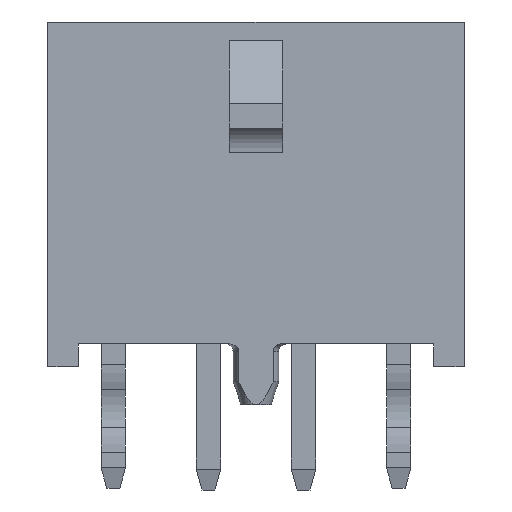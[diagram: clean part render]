
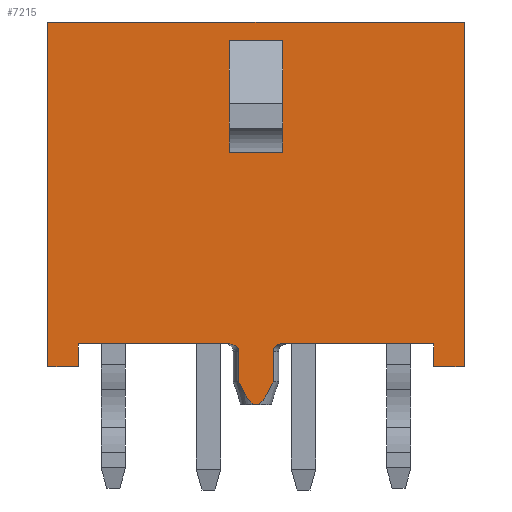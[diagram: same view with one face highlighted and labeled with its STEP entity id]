
A CAD part, front view. The second image highlights one B-rep face of the part: STEP entity #7215.
In plain terms, the highlighted face is planar.
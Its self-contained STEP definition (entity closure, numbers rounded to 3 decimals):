
#55=LINE('',#9194,#716);
#56=LINE('',#9195,#717);
#329=LINE('',#9750,#990);
#333=LINE('',#9758,#994);
#344=LINE('',#9781,#1005);
#348=LINE('',#9792,#1009);
#352=LINE('',#9803,#1013);
#356=LINE('',#9810,#1017);
#362=LINE('',#9823,#1023);
#365=LINE('',#9829,#1026);
#377=LINE('',#9853,#1038);
#382=LINE('',#9862,#1043);
#385=LINE('',#9867,#1046);
#386=LINE('',#9868,#1047);
#387=LINE('',#9869,#1048);
#716=VECTOR('',#7790,1000.);
#717=VECTOR('',#7791,1000.);
#990=VECTOR('',#8248,1000.);
#994=VECTOR('',#8256,1000.);
#1005=VECTOR('',#8275,1000.);
#1009=VECTOR('',#8283,1000.);
#1013=VECTOR('',#8291,1000.);
#1017=VECTOR('',#8301,1000.);
#1023=VECTOR('',#8311,1000.);
#1026=VECTOR('',#8316,1000.);
#1038=VECTOR('',#8336,1000.);
#1043=VECTOR('',#8345,1000.);
#1046=VECTOR('',#8350,1000.);
#1047=VECTOR('',#8351,1000.);
#1048=VECTOR('',#8352,1000.);
#1486=PLANE('',#7531);
#2207=ORIENTED_EDGE('',*,*,#3455,.F.);
#2208=ORIENTED_EDGE('',*,*,#3446,.F.);
#2209=ORIENTED_EDGE('',*,*,#3451,.T.);
#2210=ORIENTED_EDGE('',*,*,#3441,.T.);
#2211=ORIENTED_EDGE('',*,*,#3152,.F.);
#2212=ORIENTED_EDGE('',*,*,#3150,.T.);
#2213=ORIENTED_EDGE('',*,*,#3148,.T.);
#2214=ORIENTED_EDGE('',*,*,#3153,.T.);
#2215=ORIENTED_EDGE('',*,*,#3140,.T.);
#2216=ORIENTED_EDGE('',*,*,#3484,.T.);
#2217=ORIENTED_EDGE('',*,*,#3426,.F.);
#2218=ORIENTED_EDGE('',*,*,#3430,.T.);
#2219=ORIENTED_EDGE('',*,*,#3481,.F.);
#2220=ORIENTED_EDGE('',*,*,#3485,.F.);
#2221=ORIENTED_EDGE('',*,*,#3476,.T.);
#2222=ORIENTED_EDGE('',*,*,#3464,.T.);
#2223=ORIENTED_EDGE('',*,*,#3461,.T.);
#2224=ORIENTED_EDGE('',*,*,#3486,.T.);
#2225=ORIENTED_EDGE('',*,*,#3142,.T.);
#3140=EDGE_CURVE('',#3859,#3860,#4306,.T.);
#3142=EDGE_CURVE('',#3862,#3861,#4307,.T.);
#3148=EDGE_CURVE('',#3867,#3868,#4308,.T.);
#3150=EDGE_CURVE('',#3869,#3867,#4309,.T.);
#3152=EDGE_CURVE('',#3869,#3861,#55,.T.);
#3153=EDGE_CURVE('',#3868,#3859,#56,.T.);
#3426=EDGE_CURVE('',#4059,#4057,#329,.T.);
#3430=EDGE_CURVE('',#4059,#4062,#333,.T.);
#3441=EDGE_CURVE('',#4070,#4071,#344,.T.);
#3446=EDGE_CURVE('',#4075,#4076,#348,.T.);
#3451=EDGE_CURVE('',#4075,#4070,#352,.T.);
#3455=EDGE_CURVE('',#4076,#4071,#356,.T.);
#3461=EDGE_CURVE('',#4085,#4084,#362,.T.);
#3464=EDGE_CURVE('',#4086,#4085,#365,.T.);
#3476=EDGE_CURVE('',#4095,#4086,#377,.T.);
#3481=EDGE_CURVE('',#4097,#4062,#382,.T.);
#3484=EDGE_CURVE('',#3860,#4057,#385,.T.);
#3485=EDGE_CURVE('',#4095,#4097,#386,.T.);
#3486=EDGE_CURVE('',#4084,#3862,#387,.T.);
#3859=VERTEX_POINT('',#9151);
#3860=VERTEX_POINT('',#9152);
#3861=VERTEX_POINT('',#9154);
#3862=VERTEX_POINT('',#9159);
#3867=VERTEX_POINT('',#9179);
#3868=VERTEX_POINT('',#9180);
#3869=VERTEX_POINT('',#9190);
#4057=VERTEX_POINT('',#9745);
#4059=VERTEX_POINT('',#9749);
#4062=VERTEX_POINT('',#9759);
#4070=VERTEX_POINT('',#9782);
#4071=VERTEX_POINT('',#9783);
#4075=VERTEX_POINT('',#9793);
#4076=VERTEX_POINT('',#9794);
#4084=VERTEX_POINT('',#9822);
#4085=VERTEX_POINT('',#9824);
#4086=VERTEX_POINT('',#9828);
#4095=VERTEX_POINT('',#9854);
#4097=VERTEX_POINT('',#9863);
#4306=B_SPLINE_CURVE_WITH_KNOTS('',3,(#9147,#9148,#9149,#9150),
 .UNSPECIFIED.,.F.,.F.,(4,4),(0.,1.),.UNSPECIFIED.);
#4307=B_SPLINE_CURVE_WITH_KNOTS('',3,(#9155,#9156,#9157,#9158),
 .UNSPECIFIED.,.F.,.F.,(4,4),(0.,1.),.UNSPECIFIED.);
#4308=B_SPLINE_CURVE_WITH_KNOTS('',3,(#9171,#9172,#9173,#9174,#9175,#9176,
#9177,#9178),.UNSPECIFIED.,.F.,.F.,(4,1,1,1,1,4),(0.,0.25,0.375,0.5,0.75,
1.),.UNSPECIFIED.);
#4309=B_SPLINE_CURVE_WITH_KNOTS('',3,(#9182,#9183,#9184,#9185,#9186,#9187,
#9188,#9189),.UNSPECIFIED.,.F.,.F.,(4,1,1,1,1,4),(0.,0.25,0.5,0.625,0.75,
1.),.UNSPECIFIED.);
#4431=EDGE_LOOP('',(#2207,#2208,#2209,#2210));
#4432=EDGE_LOOP('',(#2211,#2212,#2213,#2214,#2215,#2216,#2217,#2218,#2219,
#2220,#2221,#2222,#2223,#2224,#2225));
#4763=FACE_BOUND('',#4431,.T.);
#4764=FACE_BOUND('',#4432,.T.);
#7215=ADVANCED_FACE('',(#4763,#4764),#1486,.F.);
#7531=AXIS2_PLACEMENT_3D('',#9866,#8348,#8349);
#7790=DIRECTION('',(0.,0.,1.));
#7791=DIRECTION('',(0.,0.,1.));
#8248=DIRECTION('',(0.,0.,1.));
#8256=DIRECTION('',(-1.,0.,0.));
#8275=DIRECTION('',(0.,0.,1.));
#8283=DIRECTION('',(0.,0.,1.));
#8291=DIRECTION('',(1.,0.,0.));
#8301=DIRECTION('',(1.,0.,0.));
#8311=DIRECTION('',(0.,0.,1.));
#8316=DIRECTION('',(-1.,0.,0.));
#8336=DIRECTION('',(0.,0.,-1.));
#8345=DIRECTION('',(0.,0.,-1.));
#8348=DIRECTION('',(0.,-1.,0.));
#8349=DIRECTION('',(1.,0.,0.));
#8350=DIRECTION('',(-1.,0.,0.));
#8351=DIRECTION('',(-1.,0.,0.));
#8352=DIRECTION('',(-1.,0.,0.));
#9147=CARTESIAN_POINT('',(-0.447,2.99,-0.2));
#9148=CARTESIAN_POINT('',(-0.447,2.99,-0.088));
#9149=CARTESIAN_POINT('',(-0.568,2.99,0.));
#9150=CARTESIAN_POINT('',(-0.693,2.99,0.));
#9151=CARTESIAN_POINT('',(-0.447,2.99,-0.2));
#9152=CARTESIAN_POINT('',(-0.693,2.99,0.));
#9154=CARTESIAN_POINT('',(0.447,2.99,-0.2));
#9155=CARTESIAN_POINT('',(0.693,2.99,0.));
#9156=CARTESIAN_POINT('',(0.57,2.99,0.));
#9157=CARTESIAN_POINT('',(0.447,2.99,-0.086));
#9158=CARTESIAN_POINT('',(0.447,2.99,-0.2));
#9159=CARTESIAN_POINT('',(0.693,2.99,0.));
#9171=CARTESIAN_POINT('',(0.,2.99,-1.6));
#9172=CARTESIAN_POINT('',(-0.061,2.99,-1.599));
#9173=CARTESIAN_POINT('',(-0.153,2.99,-1.523));
#9174=CARTESIAN_POINT('',(-0.214,2.99,-1.441));
#9175=CARTESIAN_POINT('',(-0.299,2.99,-1.308));
#9176=CARTESIAN_POINT('',(-0.351,2.99,-1.206));
#9177=CARTESIAN_POINT('',(-0.416,2.99,-1.071));
#9178=CARTESIAN_POINT('',(-0.447,2.99,-1.));
#9179=CARTESIAN_POINT('',(0.,2.99,-1.6));
#9180=CARTESIAN_POINT('',(-0.447,2.99,-1.));
#9182=CARTESIAN_POINT('',(0.447,2.99,-1.));
#9183=CARTESIAN_POINT('',(0.416,2.99,-1.07));
#9184=CARTESIAN_POINT('',(0.352,2.99,-1.203));
#9185=CARTESIAN_POINT('',(0.297,2.99,-1.31));
#9186=CARTESIAN_POINT('',(0.216,2.99,-1.439));
#9187=CARTESIAN_POINT('',(0.151,2.99,-1.525));
#9188=CARTESIAN_POINT('',(0.063,2.99,-1.599));
#9189=CARTESIAN_POINT('',(0.,2.99,-1.6));
#9190=CARTESIAN_POINT('',(0.447,2.99,-1.));
#9194=CARTESIAN_POINT('',(0.447,2.99,-1.6));
#9195=CARTESIAN_POINT('',(-0.447,2.99,-1.6));
#9745=CARTESIAN_POINT('',(-4.67,2.99,0.));
#9749=CARTESIAN_POINT('',(-4.67,2.99,-0.6));
#9750=CARTESIAN_POINT('',(-4.67,2.99,-0.6));
#9758=CARTESIAN_POINT('',(-4.67,2.99,-0.6));
#9759=CARTESIAN_POINT('',(-5.47,2.99,-0.6));
#9781=CARTESIAN_POINT('',(0.7,2.99,5.02));
#9782=CARTESIAN_POINT('',(0.7,2.99,5.02));
#9783=CARTESIAN_POINT('',(0.7,2.99,7.97));
#9792=CARTESIAN_POINT('',(-0.7,2.99,5.02));
#9793=CARTESIAN_POINT('',(-0.7,2.99,5.02));
#9794=CARTESIAN_POINT('',(-0.7,2.99,7.97));
#9803=CARTESIAN_POINT('',(-0.7,2.99,5.02));
#9810=CARTESIAN_POINT('',(-0.7,2.99,7.97));
#9822=CARTESIAN_POINT('',(4.67,2.99,0.));
#9823=CARTESIAN_POINT('',(4.67,2.99,-0.6));
#9824=CARTESIAN_POINT('',(4.67,2.99,-0.6));
#9828=CARTESIAN_POINT('',(5.47,2.99,-0.6));
#9829=CARTESIAN_POINT('',(5.47,2.99,-0.6));
#9853=CARTESIAN_POINT('',(5.47,2.99,8.46));
#9854=CARTESIAN_POINT('',(5.47,2.99,8.46));
#9862=CARTESIAN_POINT('',(-5.47,2.99,8.46));
#9863=CARTESIAN_POINT('',(-5.47,2.99,8.46));
#9866=CARTESIAN_POINT('',(5.47,2.99,8.46));
#9867=CARTESIAN_POINT('',(5.47,2.99,0.));
#9868=CARTESIAN_POINT('',(5.47,2.99,8.46));
#9869=CARTESIAN_POINT('',(5.47,2.99,0.));
